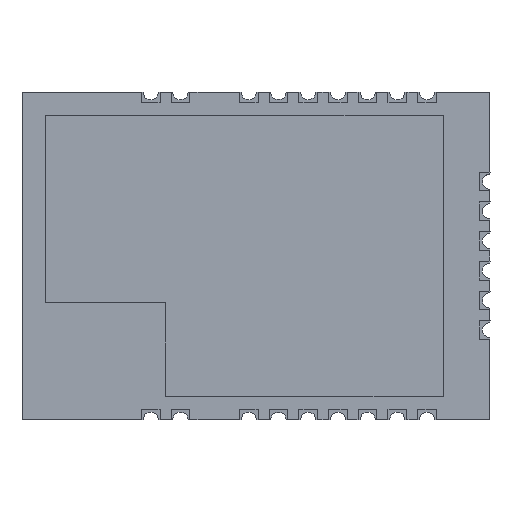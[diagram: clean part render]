
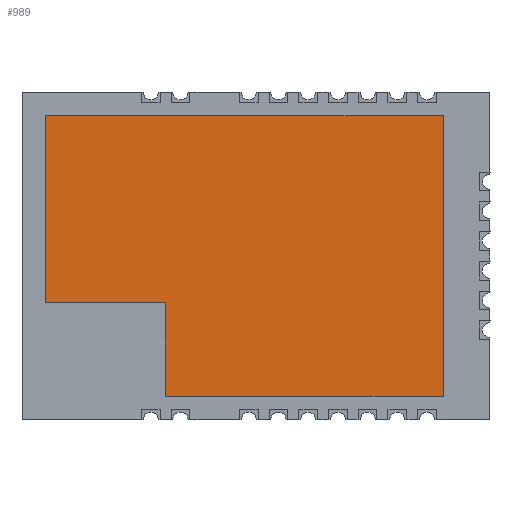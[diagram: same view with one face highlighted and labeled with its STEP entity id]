
A CAD part, top view. The second image highlights one B-rep face of the part: STEP entity #989.
In plain terms, the highlighted planar face has unit normal (0, 0, 1).
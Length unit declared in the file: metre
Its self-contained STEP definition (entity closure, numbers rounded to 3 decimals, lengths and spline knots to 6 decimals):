
#989=ADVANCED_FACE('26:20130',(#1210),#1211,.T.);
#1210=FACE_OUTER_BOUND('',#1432,.T.);
#1211=PLANE('',#1433);
#1432=EDGE_LOOP('',(#2299,#2300,#2301,#2302,#2303,#2304));
#1433=AXIS2_PLACEMENT_3D('',#2305,#2306,#2307);
#2299=ORIENTED_EDGE('',*,*,#2586,.F.);
#2300=ORIENTED_EDGE('',*,*,#2602,.F.);
#2301=ORIENTED_EDGE('',*,*,#2599,.F.);
#2302=ORIENTED_EDGE('',*,*,#2596,.F.);
#2303=ORIENTED_EDGE('',*,*,#2593,.F.);
#2304=ORIENTED_EDGE('',*,*,#2590,.F.);
#2305=CARTESIAN_POINT('',(0.007,-0.005,0.0018));
#2306=DIRECTION('',(0.0,0.0,1.0));
#2307=DIRECTION('',(1.0,0.0,0.0));
#2586=EDGE_CURVE('26:20136',#3049,#3050,#3051,.T.);
#2590=EDGE_CURVE('26:20148',#3050,#3057,#3058,.T.);
#2593=EDGE_CURVE('26:20157',#3057,#3062,#3063,.T.);
#2596=EDGE_CURVE('26:20166',#3062,#3067,#3068,.T.);
#2599=EDGE_CURVE('26:20175',#3067,#3072,#3073,.T.);
#2602=EDGE_CURVE('26:20184',#3072,#3049,#3077,.T.);
#3049=VERTEX_POINT('',#3723);
#3050=VERTEX_POINT('',#3724);
#3051=LINE('',#3725,#3726);
#3057=VERTEX_POINT('',#3735);
#3058=LINE('',#3736,#3737);
#3062=VERTEX_POINT('',#3743);
#3063=LINE('',#3744,#3745);
#3067=VERTEX_POINT('',#3751);
#3068=LINE('',#3752,#3753);
#3072=VERTEX_POINT('',#3759);
#3073=LINE('',#3760,#3761);
#3077=LINE('',#3767,#3768);
#3723=CARTESIAN_POINT('',(0.003129,-0.007,0.0018));
#3724=CARTESIAN_POINT('',(-0.002,-0.007,0.0018));
#3725=CARTESIAN_POINT('',(0.003129,-0.007,0.0018));
#3726=VECTOR('',#4155,1.0);
#3735=CARTESIAN_POINT('',(-0.002,0.001,0.0018));
#3736=CARTESIAN_POINT('',(-0.002,-0.007,0.0018));
#3737=VECTOR('',#4159,1.);
#3743=CARTESIAN_POINT('',(0.015,0.001,0.0018));
#3744=CARTESIAN_POINT('',(-0.002,0.001,0.0018));
#3745=VECTOR('',#4162,1.0);
#3751=CARTESIAN_POINT('',(0.015,-0.011,0.0018));
#3752=CARTESIAN_POINT('',(0.015,0.001,0.0018));
#3753=VECTOR('',#4165,1.0);
#3759=CARTESIAN_POINT('',(0.003129,-0.011,0.0018));
#3760=CARTESIAN_POINT('',(0.015,-0.011,0.0018));
#3761=VECTOR('',#4168,1.0);
#3767=CARTESIAN_POINT('',(0.003129,-0.011,0.0018));
#3768=VECTOR('',#4171,1.);
#4155=DIRECTION('',(-1.0,0.,0.0));
#4159=DIRECTION('',(0.,1.0,0.0));
#4162=DIRECTION('',(1.0,0.,0.0));
#4165=DIRECTION('',(0.,-1.0,0.0));
#4168=DIRECTION('',(-1.0,0.,0.0));
#4171=DIRECTION('',(0.,1.0,0.0));
